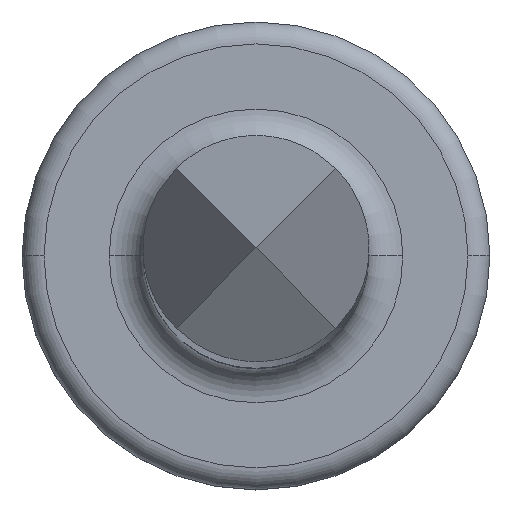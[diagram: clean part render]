
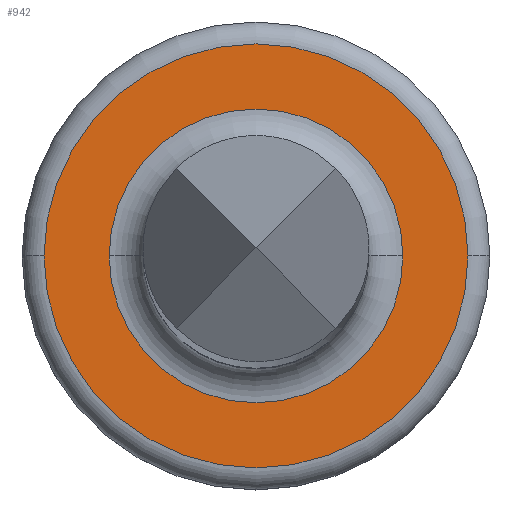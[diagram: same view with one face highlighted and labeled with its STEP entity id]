
A CAD part, top view. The second image highlights one B-rep face of the part: STEP entity #942.
In plain terms, the highlighted planar face has unit normal (0, 0, 1).
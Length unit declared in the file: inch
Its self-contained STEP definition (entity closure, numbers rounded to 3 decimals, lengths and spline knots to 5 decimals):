
#107 = DIRECTION ( 'NONE',  ( 0., 0., 1. ) ) ;
#194 = CIRCLE ( 'NONE', #427, 0.1079 ) ;
#268 = AXIS2_PLACEMENT_3D ( 'NONE', #1291, #287, #1167 ) ;
#276 = DIRECTION ( 'NONE',  ( 1., 0., 0. ) ) ;
#287 = DIRECTION ( 'NONE',  ( 0., 0., 1. ) ) ;
#419 = CARTESIAN_POINT ( 'NONE',  ( 0., 0., -1.68555 ) ) ;
#427 = AXIS2_PLACEMENT_3D ( 'NONE', #1047, #782, #276 ) ;
#431 = DIRECTION ( 'NONE',  ( 0., 0., 1. ) ) ;
#466 = CARTESIAN_POINT ( 'NONE',  ( 0., -0.1079, -1.68555 ) ) ;
#479 = CIRCLE ( 'NONE', #268, 0.15576 ) ;
#593 = VERTEX_POINT ( 'NONE', #907 ) ;
#652 = FACE_OUTER_BOUND ( 'NONE', #682, .T. ) ;
#658 = AXIS2_PLACEMENT_3D ( 'NONE', #466, #107, #1027 ) ;
#669 = VERTEX_POINT ( 'NONE', #805 ) ;
#682 = EDGE_LOOP ( 'NONE', ( #1495, #1371 ) ) ;
#684 = DIRECTION ( 'NONE',  ( 1., 0., 0. ) ) ;
#686 = DIRECTION ( 'NONE',  ( 1., 0., 0. ) ) ;
#734 = VERTEX_POINT ( 'NONE', #1050 ) ;
#735 = EDGE_CURVE ( 'NONE', #669, #1202, #479, .T. ) ;
#782 = DIRECTION ( 'NONE',  ( 0., 0., 1. ) ) ;
#805 = CARTESIAN_POINT ( 'NONE',  ( -0.15576, 0., -1.68555 ) ) ;
#809 = DIRECTION ( 'NONE',  ( 0., 0., 1. ) ) ;
#853 = PLANE ( 'NONE',  #658 ) ;
#886 = EDGE_CURVE ( 'NONE', #593, #734, #1562, .T. ) ;
#907 = CARTESIAN_POINT ( 'NONE',  ( -0.1079, 0., -1.68555 ) ) ;
#910 = ORIENTED_EDGE ( 'NONE', *, *, #1608, .F. ) ;
#942 = ADVANCED_FACE ( 'NONE', ( #652, #1323 ), #853, .T. ) ;
#1027 = DIRECTION ( 'NONE',  ( 1., 0., 0. ) ) ;
#1047 = CARTESIAN_POINT ( 'NONE',  ( 0., 0., -1.68555 ) ) ;
#1050 = CARTESIAN_POINT ( 'NONE',  ( 0.1079, 0., -1.68555 ) ) ;
#1100 = ORIENTED_EDGE ( 'NONE', *, *, #886, .F. ) ;
#1165 = AXIS2_PLACEMENT_3D ( 'NONE', #1453, #809, #684 ) ;
#1167 = DIRECTION ( 'NONE',  ( 1., 0., 0. ) ) ;
#1202 = VERTEX_POINT ( 'NONE', #1319 ) ;
#1227 = EDGE_LOOP ( 'NONE', ( #910, #1100 ) ) ;
#1291 = CARTESIAN_POINT ( 'NONE',  ( 0., 0., -1.68555 ) ) ;
#1319 = CARTESIAN_POINT ( 'NONE',  ( 0.15576, 0., -1.68555 ) ) ;
#1323 = FACE_BOUND ( 'NONE', #1227, .T. ) ;
#1353 = EDGE_CURVE ( 'NONE', #1202, #669, #1628, .T. ) ;
#1371 = ORIENTED_EDGE ( 'NONE', *, *, #735, .T. ) ;
#1453 = CARTESIAN_POINT ( 'NONE',  ( 0., 0., -1.68555 ) ) ;
#1495 = ORIENTED_EDGE ( 'NONE', *, *, #1353, .T. ) ;
#1562 = CIRCLE ( 'NONE', #1165, 0.1079 ) ;
#1608 = EDGE_CURVE ( 'NONE', #734, #593, #194, .T. ) ;
#1628 = CIRCLE ( 'NONE', #1646, 0.15576 ) ;
#1646 = AXIS2_PLACEMENT_3D ( 'NONE', #419, #431, #686 ) ;
